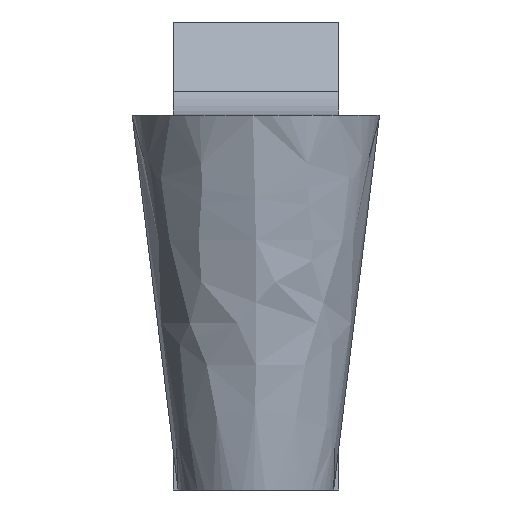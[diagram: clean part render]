
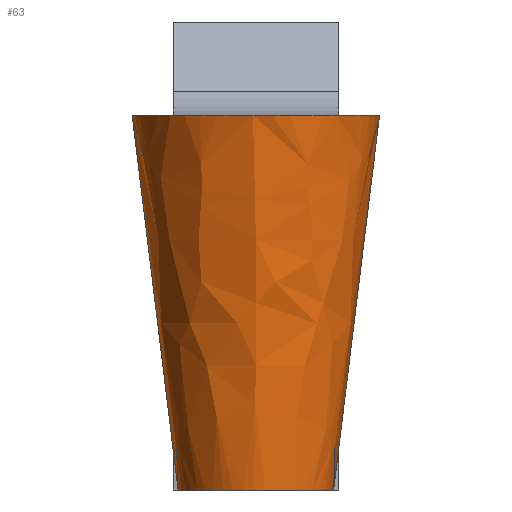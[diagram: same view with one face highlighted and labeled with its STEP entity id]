
A CAD part, front view. The second image highlights one B-rep face of the part: STEP entity #63.
In plain terms, the highlighted free-form (B-spline) face has degree [4, 3] with [11, 4] control points.
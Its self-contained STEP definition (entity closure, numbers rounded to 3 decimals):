
#36=(
BOUNDED_SURFACE()
B_SPLINE_SURFACE(4,3,((#813,#814,#815,#816),(#817,#818,#819,#820),(#821,
#822,#823,#824),(#825,#826,#827,#828),(#829,#830,#831,#832),(#833,#834,
#835,#836),(#837,#838,#839,#840),(#841,#842,#843,#844),(#845,#846,#847,
#848),(#849,#850,#851,#852),(#853,#854,#855,#856)),.UNSPECIFIED.,.F.,.F.,
 .F.)
B_SPLINE_SURFACE_WITH_KNOTS((5,3,3,5),(4,4),(0.,0.333,0.667,
1.),(0.,1.),.UNSPECIFIED.)
GEOMETRIC_REPRESENTATION_ITEM()
RATIONAL_B_SPLINE_SURFACE(((1.003,1.003,1.003,
1.003),(1.003,1.003,1.003,1.003),
(0.988,0.988,0.988,0.988),
(1.003,1.003,1.003,1.003),(1.003,
1.003,1.003,1.003),(0.988,
0.988,0.988,0.988),(1.003,
1.003,1.003,1.003),(1.003,1.003,
1.003,1.003),(0.988,0.988,
0.988,0.988),(1.003,1.003,
1.003,1.003),(1.003,1.003,1.003,
1.003)))
REPRESENTATION_ITEM('')
SURFACE()
);
#38=(
BOUNDED_CURVE()
B_SPLINE_CURVE(3,(#773,#774,#775,#776),.UNSPECIFIED.,.F.,.F.)
B_SPLINE_CURVE_WITH_KNOTS((4,4),(0.,1.),.UNSPECIFIED.)
CURVE()
GEOMETRIC_REPRESENTATION_ITEM()
RATIONAL_B_SPLINE_CURVE((1.003,1.003,1.003,
1.003))
REPRESENTATION_ITEM('')
);
#63=ADVANCED_FACE('',(#100),#36,.F.);
#100=FACE_OUTER_BOUND('',#122,.T.);
#122=EDGE_LOOP('',(#240,#241,#242,#243));
#240=ORIENTED_EDGE('',*,*,#342,.F.);
#241=ORIENTED_EDGE('',*,*,#350,.T.);
#242=ORIENTED_EDGE('',*,*,#321,.F.);
#243=ORIENTED_EDGE('',*,*,#346,.F.);
#281=VERTEX_POINT('',#704);
#282=VERTEX_POINT('',#711);
#290=VERTEX_POINT('',#751);
#291=VERTEX_POINT('',#762);
#321=EDGE_CURVE('',#281,#282,#450,.T.);
#342=EDGE_CURVE('',#290,#291,#452,.T.);
#346=EDGE_CURVE('',#291,#281,#38,.T.);
#350=EDGE_CURVE('',#290,#282,#395,.T.);
#395=LINE('',#783,#438);
#438=VECTOR('',#599,1.);
#450=B_SPLINE_CURVE_WITH_KNOTS('',3,(#705,#706,#707,#708,#709,#710),
 .UNSPECIFIED.,.F.,.F.,(4,2,4),(0.,0.5,1.),.UNSPECIFIED.);
#452=B_SPLINE_CURVE_WITH_KNOTS('',3,(#752,#753,#754,#755,#756,#757,#758,
#759,#760,#761),.UNSPECIFIED.,.F.,.F.,(4,2,2,2,4),(0.,0.25,0.5,0.75,1.),
 .UNSPECIFIED.);
#599=DIRECTION('',(0.121,-0.011,-0.993));
#704=CARTESIAN_POINT('',(0.941,1.282,-4.527));
#705=CARTESIAN_POINT('',(0.941,1.282,-4.527));
#706=CARTESIAN_POINT('',(0.985,0.776,-4.527));
#707=CARTESIAN_POINT('',(0.533,0.256,-4.527));
#708=CARTESIAN_POINT('',(-0.533,0.256,-4.527));
#709=CARTESIAN_POINT('',(-0.985,0.773,-4.527));
#710=CARTESIAN_POINT('',(-0.941,1.282,-4.527));
#711=CARTESIAN_POINT('',(-0.941,1.282,-4.527));
#751=CARTESIAN_POINT('',(-1.494,1.331,0.));
#752=CARTESIAN_POINT('',(-1.494,1.331,0.));
#753=CARTESIAN_POINT('',(-1.53,0.928,0.));
#754=CARTESIAN_POINT('',(-1.379,0.481,0.));
#755=CARTESIAN_POINT('',(-0.822,-0.12,0.));
#756=CARTESIAN_POINT('',(-0.424,-0.3,0.));
#757=CARTESIAN_POINT('',(0.424,-0.3,0.));
#758=CARTESIAN_POINT('',(0.814,-0.129,0.));
#759=CARTESIAN_POINT('',(1.387,0.49,0.));
#760=CARTESIAN_POINT('',(1.53,0.927,0.));
#761=CARTESIAN_POINT('',(1.494,1.331,0.));
#762=CARTESIAN_POINT('',(1.494,1.331,0.));
#773=CARTESIAN_POINT('',(1.494,1.331,0.));
#774=CARTESIAN_POINT('',(1.31,1.315,-1.509));
#775=CARTESIAN_POINT('',(1.125,1.298,-3.018));
#776=CARTESIAN_POINT('',(0.941,1.282,-4.527));
#783=CARTESIAN_POINT('',(-1.217,1.307,-2.263));
#813=CARTESIAN_POINT('',(-1.494,1.331,0.));
#814=CARTESIAN_POINT('',(-1.31,1.315,-1.509));
#815=CARTESIAN_POINT('',(-1.125,1.298,-3.018));
#816=CARTESIAN_POINT('',(-0.941,1.282,-4.527));
#817=CARTESIAN_POINT('',(-1.529,0.938,0.));
#818=CARTESIAN_POINT('',(-1.34,0.971,-1.509));
#819=CARTESIAN_POINT('',(-1.151,1.003,-3.018));
#820=CARTESIAN_POINT('',(-0.962,1.035,-4.527));
#821=CARTESIAN_POINT('',(-1.428,0.483,0.));
#822=CARTESIAN_POINT('',(-1.252,0.571,-1.509));
#823=CARTESIAN_POINT('',(-1.075,0.66,-3.018));
#824=CARTESIAN_POINT('',(-0.899,0.749,-4.527));
#825=CARTESIAN_POINT('',(-1.123,0.13,0.));
#826=CARTESIAN_POINT('',(-0.984,0.262,-1.509));
#827=CARTESIAN_POINT('',(-0.845,0.394,-3.018));
#828=CARTESIAN_POINT('',(-0.707,0.527,-4.527));
#829=CARTESIAN_POINT('',(-0.452,-0.283,0.));
#830=CARTESIAN_POINT('',(-0.396,-0.1,-1.509));
#831=CARTESIAN_POINT('',(-0.341,0.083,-3.018));
#832=CARTESIAN_POINT('',(-0.285,0.266,-4.527));
#833=CARTESIAN_POINT('',(0.,-0.398,0.));
#834=CARTESIAN_POINT('',(0.,-0.201,-1.509));
#835=CARTESIAN_POINT('',(0.,-0.003,-3.018));
#836=CARTESIAN_POINT('',(0.,0.194,-4.527));
#837=CARTESIAN_POINT('',(0.452,-0.283,0.));
#838=CARTESIAN_POINT('',(0.396,-0.1,-1.509));
#839=CARTESIAN_POINT('',(0.341,0.083,-3.018));
#840=CARTESIAN_POINT('',(0.285,0.266,-4.527));
#841=CARTESIAN_POINT('',(1.123,0.13,0.));
#842=CARTESIAN_POINT('',(0.984,0.262,-1.509));
#843=CARTESIAN_POINT('',(0.845,0.394,-3.018));
#844=CARTESIAN_POINT('',(0.707,0.527,-4.527));
#845=CARTESIAN_POINT('',(1.428,0.483,0.));
#846=CARTESIAN_POINT('',(1.252,0.571,-1.509));
#847=CARTESIAN_POINT('',(1.075,0.66,-3.018));
#848=CARTESIAN_POINT('',(0.899,0.749,-4.527));
#849=CARTESIAN_POINT('',(1.529,0.938,0.));
#850=CARTESIAN_POINT('',(1.34,0.971,-1.509));
#851=CARTESIAN_POINT('',(1.151,1.003,-3.018));
#852=CARTESIAN_POINT('',(0.962,1.035,-4.527));
#853=CARTESIAN_POINT('',(1.494,1.331,0.));
#854=CARTESIAN_POINT('',(1.31,1.315,-1.509));
#855=CARTESIAN_POINT('',(1.125,1.298,-3.018));
#856=CARTESIAN_POINT('',(0.941,1.282,-4.527));
